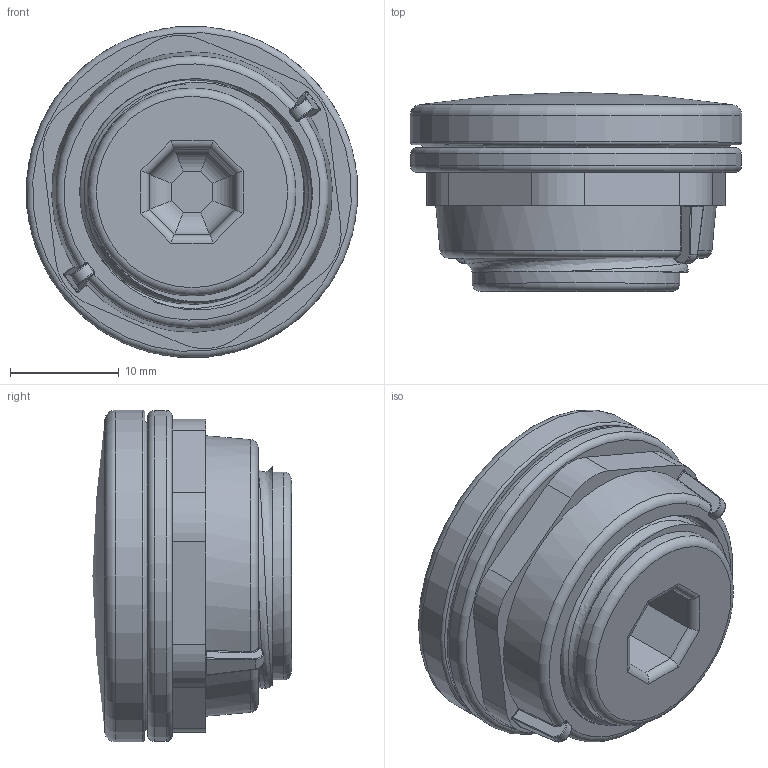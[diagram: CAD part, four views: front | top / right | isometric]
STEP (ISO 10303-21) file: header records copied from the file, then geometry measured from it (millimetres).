
FILE_DESCRIPTION(/* description */ (''),/* implementation_level */ '2;1');
FILE_NAME(/* name */ 'HW-FGHP-PB-000.stp',/* time_stamp */ '2014-03-24T13:55:02-05:00',/* author */ ('jtigges'),/* organization */ (''),/* preprocessor_version */ 'ST-DEVELOPER v15.2',/* originating_system */ 'Autodesk Inventor 2014',/* authorisation */ '');
FILE_SCHEMA (('AUTOMOTIVE_DESIGN { 1 0 10303 214 3 1 1 }'));
Length unit declared in the file: inch
Products named in the file (1): HPSERIES1.5_STP
Bounding box: 30.48 x 18.29 x 30.48 mm (x, y, z)
Volume: 8892.6 mm3; surface area: 5861.4 mm2
Topology: 3 solids, 3 shells, 120 faces, 279 edges, 171 vertices
Faces by surface type: cylinder 47, plane 35, bspline 26, torus 9, cone 2, sphere 1
Full cylindrical faces by diameter (mm): 19.101 x1, 20.828 x1, 30.48 x2
Entity records: 6342 total; most frequent: CARTESIAN_POINT 3717, ORIENTED_EDGE 532, DIRECTION 514, EDGE_CURVE 266, AXIS2_PLACEMENT_3D 205, VERTEX_POINT 169, EDGE_LOOP 141, FACE_OUTER_BOUND 120
